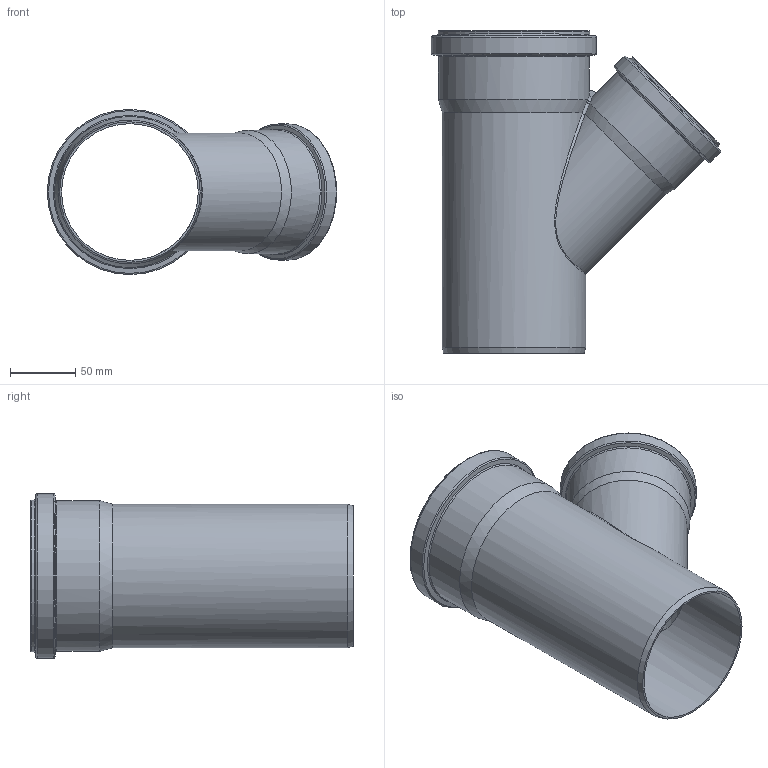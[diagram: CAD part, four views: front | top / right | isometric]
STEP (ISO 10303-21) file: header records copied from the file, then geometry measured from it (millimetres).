
FILE_DESCRIPTION(/* description */ (''),/* implementation_level */ '2;1');
FILE_NAME(/* name */ '175230 HTsafeEA DN_OD 110_90_45°.stp',/* time_stamp */ '2021-09-21T08:36:43+02:00',/* author */ ('LWM'),/* organization */ (''),/* preprocessor_version */ 'ST-DEVELOPER v18',/* originating_system */ 'Autodesk Inventor 2020',/* authorisation */ '');
FILE_SCHEMA (('AUTOMOTIVE_DESIGN { 1 0 10303 214 3 1 1 }'));
Length unit declared in the file: millimetre
Products named in the file (1): 175430 HTsafeEA DN_OD 110_90_45°
Bounding box: 221.96 x 247.6 x 126.7 mm (x, y, z)
Volume: 281152.7 mm3; surface area: 229179.8 mm2
Topology: 1 solids, 1 shells, 68 faces, 241 edges, 176 vertices
Faces by surface type: torus 20, cylinder 18, cone 13, bspline 9, plane 8
Full cylindrical faces by diameter (mm): 85.6 x1, 90.7 x1, 90.9 x2, 94.7 x1, 94.9 x1, 100.4 x1, 104.4 x1, 104.8 x1, 110.2 x1, 110.9 x1, 111.5 x2, 115.7 x1, 116.3 x1, 121.9 x1, 126.7 x1
Entity records: 3926 total; most frequent: CARTESIAN_POINT 1693, DIRECTION 499, ORIENTED_EDGE 482, EDGE_CURVE 241, AXIS2_PLACEMENT_3D 232, VERTEX_POINT 176, CIRCLE 168, EDGE_LOOP 73
